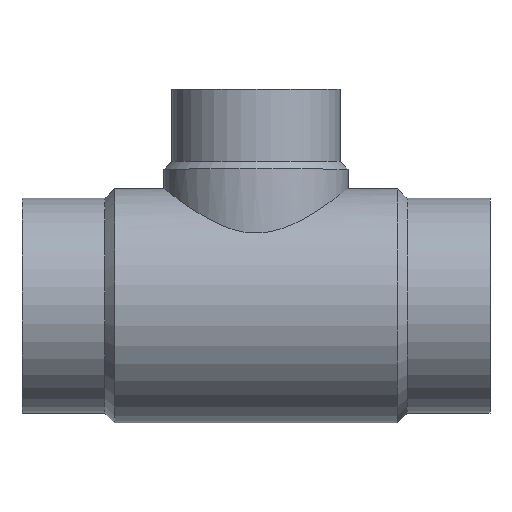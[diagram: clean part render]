
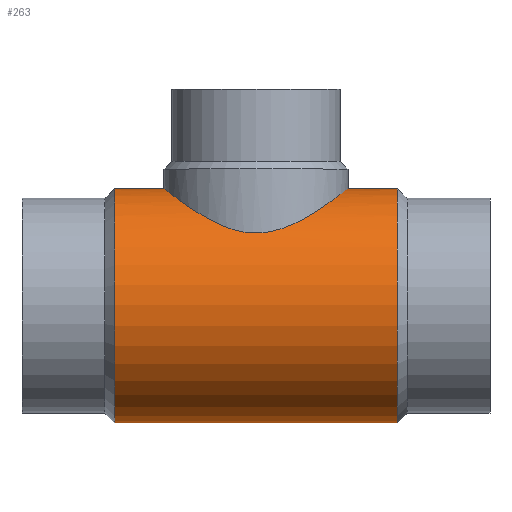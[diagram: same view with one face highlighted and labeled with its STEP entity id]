
A CAD part, top view. The second image highlights one B-rep face of the part: STEP entity #263.
In plain terms, the highlighted cylindrical face has radius 76.35 mm (diameter 152.7 mm), a partial arc.
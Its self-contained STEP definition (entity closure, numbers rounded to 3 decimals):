
#155 = VERTEX_POINT( '', #383 );
#207 = EDGE_CURVE( '', #317, #305, #442, .T. );
#263 = ADVANCED_FACE( '', ( #503 ), #504, .T. );
#271 = EDGE_CURVE( '', #319, #317, #513, .T. );
#287 = VERTEX_POINT( '', #533 );
#289 = EDGE_CURVE( '', #287, #313, #535, .T. );
#305 = VERTEX_POINT( '', #553 );
#313 = VERTEX_POINT( '', #563 );
#317 = VERTEX_POINT( '', #567 );
#319 = VERTEX_POINT( '', #569 );
#325 = EDGE_CURVE( '', #155, #319, #576, .T. );
#331 = EDGE_CURVE( '', #155, #313, #582, .T. );
#337 = EDGE_CURVE( '', #305, #287, #590, .T. );
#383 = CARTESIAN_POINT( '', ( -244.65, -76.35, 0. ) );
#442 = LINE( '', #881, #882 );
#503 = FACE_OUTER_BOUND( '', #963, .T. );
#504 = CYLINDRICAL_SURFACE( '', #964, 76.35 );
#513 = CIRCLE( '', #976, 76.35 );
#533 = CARTESIAN_POINT( '', ( -212.5, 76.35, 0. ) );
#535 = LINE( '', #1034, #1035 );
#553 = CARTESIAN_POINT( '', ( -92.5, 76.35, 0. ) );
#563 = CARTESIAN_POINT( '', ( -244.65, 76.35, 0. ) );
#567 = CARTESIAN_POINT( '', ( -60.35, 76.35, 0. ) );
#569 = CARTESIAN_POINT( '', ( -60.35, -76.35, 0. ) );
#576 = LINE( '', #1083, #1084 );
#582 = CIRCLE( '', #1092, 76.35 );
#590 = B_SPLINE_CURVE_WITH_KNOTS( '', 3, ( #1101, #1102, #1103, #1104, #1105, #1106, #1107, #1108, #1109, #1110, #1111, #1112, #1113, #1114, #1115, #1116, #1117, #1118, #1119, #1120, #1121, #1122, #1123, #1124, #1125, #1126, #1127, #1128, #1129, #1130, #1131, #1132, #1133, #1134, #1135, #1136, #1137, #1138, #1139, #1140, #1141, #1142, #1143, #1144, #1145, #1146, #1147, #1148, #1149, #1150, #1151, #1152, #1153, #1154, #1155, #1156, #1157, #1158, #1159, #1160, #1161, #1162, #1163, #1164, #1165, #1166 ), .UNSPECIFIED., .F., .F., ( 4, 2, 2, 2, 2, 2, 2, 2, 2, 2, 2, 2, 2, 2, 2, 2, 2, 2, 2, 2, 2, 2, 2, 2, 2, 2, 2, 2, 2, 2, 2, 2, 4 ), ( 96.525, 102.473, 108.42, 114.368, 120.316, 126.263, 132.211, 138.159, 144.106, 150.224, 156.342, 162.46, 168.578, 174.696, 180.814, 186.932, 193.05, 199.168, 205.285, 211.403, 217.521, 223.639, 229.757, 235.875, 241.993, 247.941, 253.888, 259.836, 265.784, 271.731, 277.679, 283.627, 289.574 ), .UNSPECIFIED. );
#881 = CARTESIAN_POINT( '', ( -152.5, 76.35, 0. ) );
#882 = VECTOR( '', #1256, 1. );
#963 = EDGE_LOOP( '', ( #1323, #1324, #1325, #1326, #1327, #1328 ) );
#964 = AXIS2_PLACEMENT_3D( '', #1329, #1330, #1331 );
#976 = AXIS2_PLACEMENT_3D( '', #1346, #1347, #1348 );
#1034 = CARTESIAN_POINT( '', ( -152.5, 76.35, 0. ) );
#1035 = VECTOR( '', #1384, 1. );
#1083 = CARTESIAN_POINT( '', ( -152.5, -76.35, 0. ) );
#1084 = VECTOR( '', #1438, 1. );
#1092 = AXIS2_PLACEMENT_3D( '', #1442, #1443, #1444 );
#1101 = CARTESIAN_POINT( '', ( -92.5, 76.35, 0. ) );
#1102 = CARTESIAN_POINT( '', ( -92.5, 76.35, 1.983 ) );
#1103 = CARTESIAN_POINT( '', ( -92.599, 76.272, 3.985 ) );
#1104 = CARTESIAN_POINT( '', ( -93., 75.957, 7.989 ) );
#1105 = CARTESIAN_POINT( '', ( -93.303, 75.72, 9.99 ) );
#1106 = CARTESIAN_POINT( '', ( -94.11, 75.091, 13.955 ) );
#1107 = CARTESIAN_POINT( '', ( -94.615, 74.698, 15.918 ) );
#1108 = CARTESIAN_POINT( '', ( -95.815, 73.772, 19.772 ) );
#1109 = CARTESIAN_POINT( '', ( -96.511, 73.238, 21.662 ) );
#1110 = CARTESIAN_POINT( '', ( -98.076, 72.049, 25.338 ) );
#1111 = CARTESIAN_POINT( '', ( -98.946, 71.393, 27.127 ) );
#1112 = CARTESIAN_POINT( '', ( -100.839, 69.984, 30.578 ) );
#1113 = CARTESIAN_POINT( '', ( -101.861, 69.232, 32.24 ) );
#1114 = CARTESIAN_POINT( '', ( -104.031, 67.661, 35.419 ) );
#1115 = CARTESIAN_POINT( '', ( -105.179, 66.842, 36.935 ) );
#1116 = CARTESIAN_POINT( '', ( -107.566, 65.174, 39.805 ) );
#1117 = CARTESIAN_POINT( '', ( -108.806, 64.324, 41.159 ) );
#1118 = CARTESIAN_POINT( '', ( -111.377, 62.606, 43.73 ) );
#1119 = CARTESIAN_POINT( '', ( -112.761, 61.703, 44.993 ) );
#1120 = CARTESIAN_POINT( '', ( -115.671, 59.87, 47.405 ) );
#1121 = CARTESIAN_POINT( '', ( -117.198, 58.939, 48.554 ) );
#1122 = CARTESIAN_POINT( '', ( -120.381, 57.09, 50.715 ) );
#1123 = CARTESIAN_POINT( '', ( -122.036, 56.172, 51.727 ) );
#1124 = CARTESIAN_POINT( '', ( -125.457, 54.392, 53.595 ) );
#1125 = CARTESIAN_POINT( '', ( -127.222, 53.532, 54.451 ) );
#1126 = CARTESIAN_POINT( '', ( -130.849, 51.918, 55.992 ) );
#1127 = CARTESIAN_POINT( '', ( -132.71, 51.165, 56.677 ) );
#1128 = CARTESIAN_POINT( '', ( -136.512, 49.818, 57.865 ) );
#1129 = CARTESIAN_POINT( '', ( -138.452, 49.224, 58.367 ) );
#1130 = CARTESIAN_POINT( '', ( -142.391, 48.248, 59.176 ) );
#1131 = CARTESIAN_POINT( '', ( -144.391, 47.865, 59.484 ) );
#1132 = CARTESIAN_POINT( '', ( -148.425, 47.349, 59.896 ) );
#1133 = CARTESIAN_POINT( '', ( -150.461, 47.216, 60. ) );
#1134 = CARTESIAN_POINT( '', ( -154.539, 47.216, 60. ) );
#1135 = CARTESIAN_POINT( '', ( -156.575, 47.349, 59.896 ) );
#1136 = CARTESIAN_POINT( '', ( -160.609, 47.865, 59.484 ) );
#1137 = CARTESIAN_POINT( '', ( -162.609, 48.248, 59.176 ) );
#1138 = CARTESIAN_POINT( '', ( -166.548, 49.224, 58.367 ) );
#1139 = CARTESIAN_POINT( '', ( -168.488, 49.818, 57.865 ) );
#1140 = CARTESIAN_POINT( '', ( -172.29, 51.165, 56.677 ) );
#1141 = CARTESIAN_POINT( '', ( -174.151, 51.918, 55.992 ) );
#1142 = CARTESIAN_POINT( '', ( -177.778, 53.532, 54.451 ) );
#1143 = CARTESIAN_POINT( '', ( -179.543, 54.392, 53.595 ) );
#1144 = CARTESIAN_POINT( '', ( -182.964, 56.172, 51.727 ) );
#1145 = CARTESIAN_POINT( '', ( -184.619, 57.09, 50.715 ) );
#1146 = CARTESIAN_POINT( '', ( -187.802, 58.939, 48.554 ) );
#1147 = CARTESIAN_POINT( '', ( -189.329, 59.87, 47.405 ) );
#1148 = CARTESIAN_POINT( '', ( -192.239, 61.703, 44.993 ) );
#1149 = CARTESIAN_POINT( '', ( -193.623, 62.606, 43.73 ) );
#1150 = CARTESIAN_POINT( '', ( -196.194, 64.324, 41.159 ) );
#1151 = CARTESIAN_POINT( '', ( -197.434, 65.174, 39.805 ) );
#1152 = CARTESIAN_POINT( '', ( -199.821, 66.842, 36.935 ) );
#1153 = CARTESIAN_POINT( '', ( -200.969, 67.661, 35.419 ) );
#1154 = CARTESIAN_POINT( '', ( -203.139, 69.232, 32.24 ) );
#1155 = CARTESIAN_POINT( '', ( -204.161, 69.984, 30.578 ) );
#1156 = CARTESIAN_POINT( '', ( -206.054, 71.393, 27.127 ) );
#1157 = CARTESIAN_POINT( '', ( -206.924, 72.049, 25.338 ) );
#1158 = CARTESIAN_POINT( '', ( -208.489, 73.238, 21.662 ) );
#1159 = CARTESIAN_POINT( '', ( -209.185, 73.772, 19.772 ) );
#1160 = CARTESIAN_POINT( '', ( -210.385, 74.698, 15.918 ) );
#1161 = CARTESIAN_POINT( '', ( -210.89, 75.091, 13.955 ) );
#1162 = CARTESIAN_POINT( '', ( -211.697, 75.72, 9.99 ) );
#1163 = CARTESIAN_POINT( '', ( -212., 75.957, 7.989 ) );
#1164 = CARTESIAN_POINT( '', ( -212.401, 76.272, 3.985 ) );
#1165 = CARTESIAN_POINT( '', ( -212.5, 76.35, 1.983 ) );
#1166 = CARTESIAN_POINT( '', ( -212.5, 76.35, 0. ) );
#1256 = DIRECTION( '', ( -1., 0., 0. ) );
#1323 = ORIENTED_EDGE( '', *, *, #207, .T. );
#1324 = ORIENTED_EDGE( '', *, *, #337, .T. );
#1325 = ORIENTED_EDGE( '', *, *, #289, .T. );
#1326 = ORIENTED_EDGE( '', *, *, #331, .F. );
#1327 = ORIENTED_EDGE( '', *, *, #325, .T. );
#1328 = ORIENTED_EDGE( '', *, *, #271, .T. );
#1329 = CARTESIAN_POINT( '', ( -152.5, 0., 0. ) );
#1330 = DIRECTION( '', ( 1., 0., 0. ) );
#1331 = DIRECTION( '', ( 0., 1., 0. ) );
#1346 = CARTESIAN_POINT( '', ( -60.35, 0., 0. ) );
#1347 = DIRECTION( '', ( -1., 0., 0. ) );
#1348 = DIRECTION( '', ( 0., 1., 0. ) );
#1384 = DIRECTION( '', ( -1., 0., 0. ) );
#1438 = DIRECTION( '', ( 1., 0., 0. ) );
#1442 = CARTESIAN_POINT( '', ( -244.65, 0., 0. ) );
#1443 = DIRECTION( '', ( -1., 0., 0. ) );
#1444 = DIRECTION( '', ( 0., 1., 0. ) );
